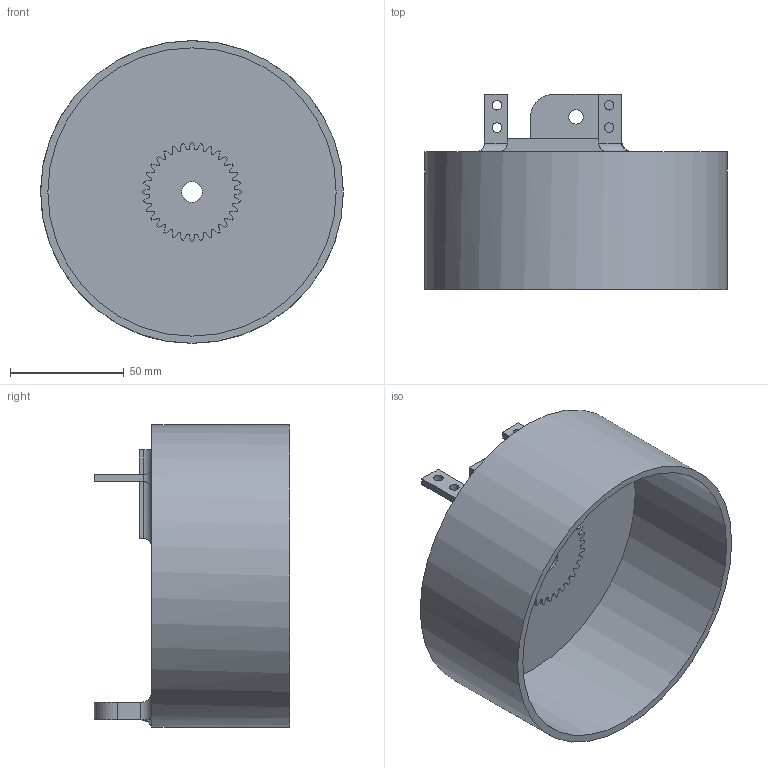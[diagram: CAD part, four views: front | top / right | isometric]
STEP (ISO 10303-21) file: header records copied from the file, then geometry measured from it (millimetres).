
FILE_DESCRIPTION(/* description */ (''),/* implementation_level */ '2;1');
FILE_NAME(/* name */ 'Base Cup.step',/* time_stamp */ '2023-08-21T18:59:15-04:00',/* author */ (''),/* organization */ (''),/* preprocessor_version */ 'ST-DEVELOPER v20',/* originating_system */ 'Autodesk Translation Framework v12.9.0.99',/* authorisation */ '');
FILE_SCHEMA (('AUTOMOTIVE_DESIGN { 1 0 10303 214 3 1 1 }'));
Length unit declared in the file: millimetre
Products named in the file (1): Component4
Bounding box: 133.35 x 86.1 x 133.35 mm (x, y, z)
Volume: 158216 mm3; surface area: 83200.9 mm2
Topology: 1 solids, 1 shells, 307 faces, 893 edges, 590 vertices
Faces by surface type: cylinder 152, bspline 129, plane 26
Full cylindrical faces by diameter (mm): 4.2 x4, 6.35 x1, 9.144 x1, 127 x1, 133.35 x1
Entity records: 11131 total; most frequent: CARTESIAN_POINT 3578, ORIENTED_EDGE 1784, DIRECTION 1283, EDGE_CURVE 892, VERTEX_POINT 590, AXIS2_PLACEMENT_3D 473, LINE 337, VECTOR 337
